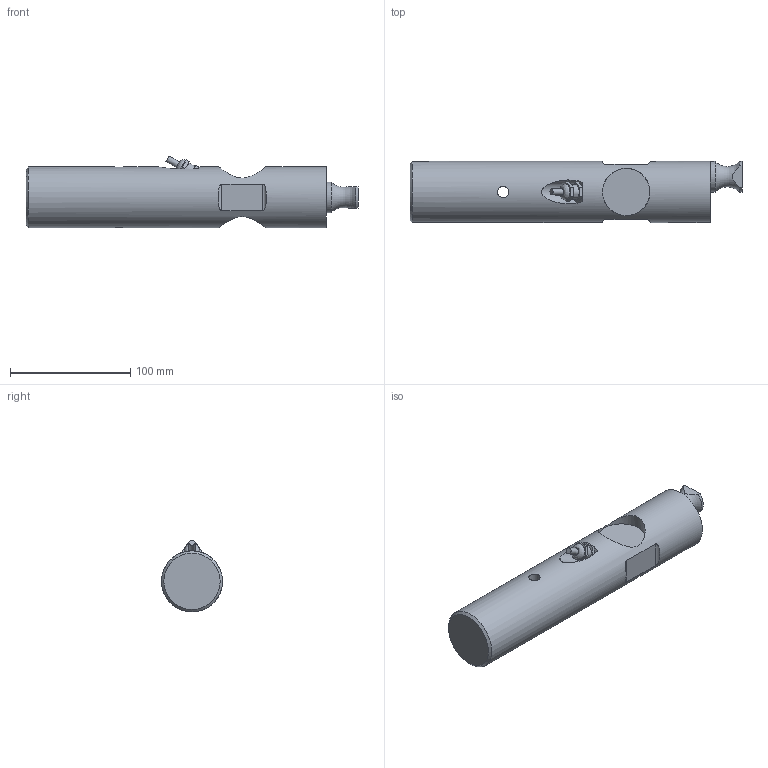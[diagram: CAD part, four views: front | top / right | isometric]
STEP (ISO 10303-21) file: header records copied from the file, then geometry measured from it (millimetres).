
FILE_DESCRIPTION(/* description */ (''),/* implementation_level */ '2;1');
FILE_NAME(/* name */ '563WS-5000klb v3.step',/* time_stamp */ '2020-02-05T13:56:36-08:00',/* author */ (''),/* organization */ (''),/* preprocessor_version */ 'ST-DEVELOPER v18',/* originating_system */ 'Autodesk Translation Framework v8.12.0.6',/* authorisation */ '');
FILE_SCHEMA (('AUTOMOTIVE_DESIGN { 1 0 10303 214 3 1 1 }'));
Length unit declared in the file: inch
Products named in the file (2): 563WS-5000klb; Connector
Assembly tree (1 placements, depth 2):
  563WS-5000klb
    Connector
Bounding box: 276.35 x 50.8 x 59.7 mm (x, y, z)
Volume: 485482.6 mm3; surface area: 50458.9 mm2
Topology: 2 solids, 2 shells, 88 faces, 219 edges, 142 vertices
Faces by surface type: cylinder 51, plane 30, bspline 3, cone 3, torus 1
Full cylindrical faces by diameter (mm): 3.416 x14, 4.166 x16, 5.1 x1, 9.398 x1, 10 x1, 12 x2, 13 x1, 25.4 x1, 39.4 x2, 50.8 x1
Entity records: 4545 total; most frequent: CARTESIAN_POINT 2529, ORIENTED_EDGE 434, DIRECTION 352, EDGE_CURVE 217, VERTEX_POINT 142, AXIS2_PLACEMENT_3D 127, EDGE_LOOP 99, LINE 98
